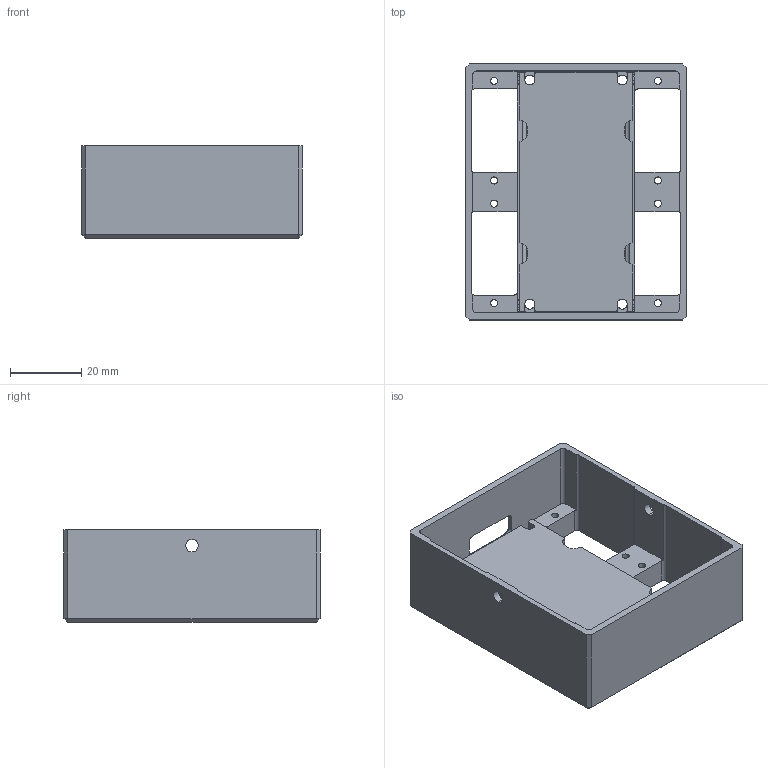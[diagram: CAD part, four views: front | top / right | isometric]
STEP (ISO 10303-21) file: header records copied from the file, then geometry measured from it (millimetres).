
FILE_DESCRIPTION (( 'STEP AP214' ), '1' );
FILE_NAME ('bodyB.STEP', '2022-07-28T11:27:53', ( '' ), ( '' ), 'SwSTEP 2.0', 'SolidWorks 2020', '' );
FILE_SCHEMA (( 'AUTOMOTIVE_DESIGN' ));
Length unit declared in the file: millimetre
Products named in the file (1): bodyB
Bounding box: 62 x 72 x 26 mm (x, y, z)
Volume: 25850.1 mm3; surface area: 29355.2 mm2
Topology: 7 solids, 7 shells, 326 faces, 866 edges, 544 vertices
Faces by surface type: cylinder 154, plane 132, cone 20, torus 16, sphere 4
Entity records: 10434 total; most frequent: CARTESIAN_POINT 1925, DIRECTION 1840, ORIENTED_EDGE 1724, EDGE_CURVE 862, AXIS2_PLACEMENT_3D 667, VERTEX_POINT 544, LINE 506, VECTOR 506
